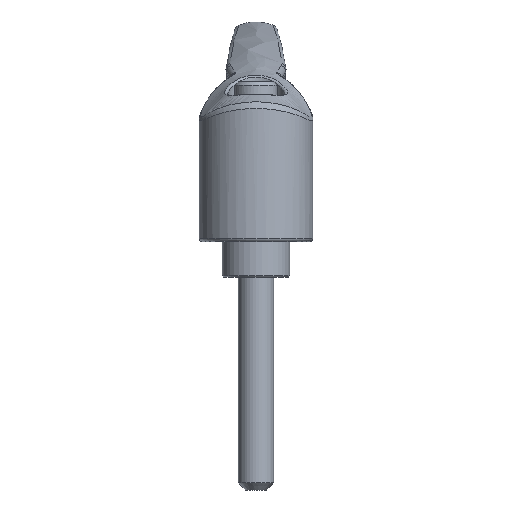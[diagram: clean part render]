
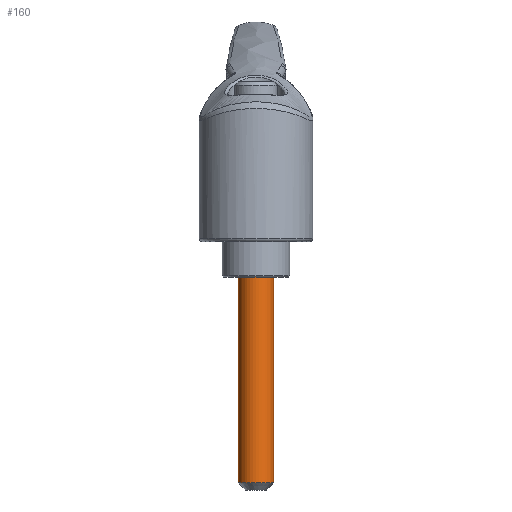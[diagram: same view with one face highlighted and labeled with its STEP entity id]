
A CAD part, front view. The second image highlights one B-rep face of the part: STEP entity #160.
In plain terms, the highlighted cylindrical face has radius 2.5 mm (diameter 5 mm), a full revolution.
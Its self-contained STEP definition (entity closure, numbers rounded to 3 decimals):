
#160 = ADVANCED_FACE( '', ( #361, #362 ), #363, .T. );
#361 = FACE_OUTER_BOUND( '', #2315, .T. );
#362 = FACE_OUTER_BOUND( '', #2316, .T. );
#363 = CYLINDRICAL_SURFACE( '', #2317, 2.5 );
#2315 = EDGE_LOOP( '', ( #5019 ) );
#2316 = EDGE_LOOP( '', ( #5020 ) );
#2317 = AXIS2_PLACEMENT_3D( '', #5021, #5022, #5023 );
#5019 = ORIENTED_EDGE( '', *, *, #5384, .T. );
#5020 = ORIENTED_EDGE( '', *, *, #5328, .T. );
#5021 = CARTESIAN_POINT( '', ( 0., 0., -35. ) );
#5022 = DIRECTION( '', ( 0., 0., -1. ) );
#5023 = DIRECTION( '', ( 1., 0., 0. ) );
#5328 = EDGE_CURVE( '', #5591, #5591, #5592, .T. );
#5384 = EDGE_CURVE( '', #5677, #5677, #5678, .F. );
#5591 = VERTEX_POINT( '', #6100 );
#5592 = CIRCLE( '', #6101, 2.5 );
#5677 = VERTEX_POINT( '', #7285 );
#5678 = CIRCLE( '', #7286, 2.5 );
#6100 = CARTESIAN_POINT( '', ( 0., 2.5, -5. ) );
#6101 = AXIS2_PLACEMENT_3D( '', #8599, #8600, #8601 );
#7285 = CARTESIAN_POINT( '', ( -2.5, 0., -34. ) );
#7286 = AXIS2_PLACEMENT_3D( '', #8620, #8621, #8622 );
#8599 = CARTESIAN_POINT( '', ( 0., 0., -5. ) );
#8600 = DIRECTION( '', ( 0., 0., -1. ) );
#8601 = DIRECTION( '', ( 0., 1., 0. ) );
#8620 = CARTESIAN_POINT( '', ( 0., 0., -34. ) );
#8621 = DIRECTION( '', ( 0., 0., -1. ) );
#8622 = DIRECTION( '', ( -1., 0., 0. ) );
